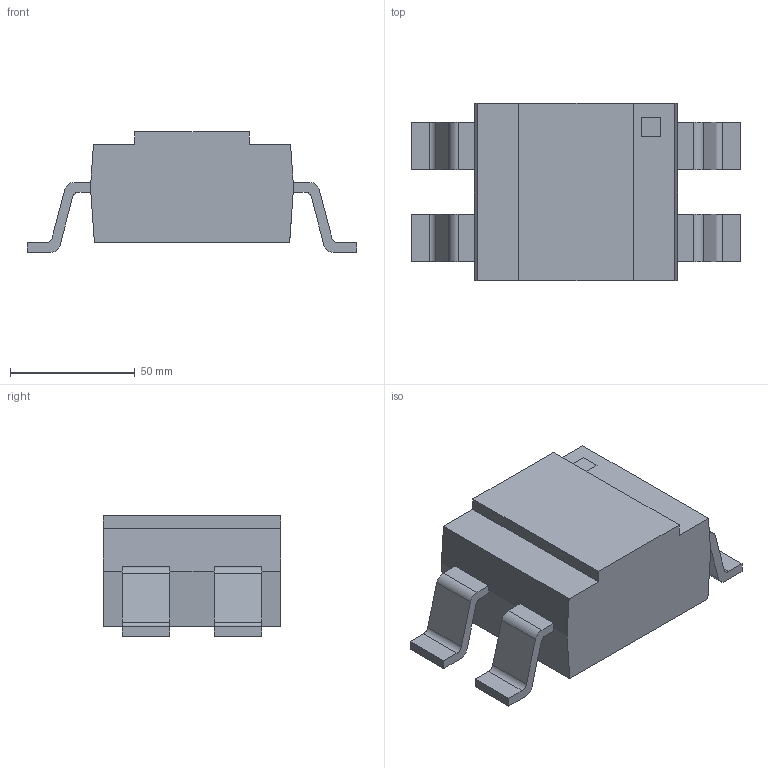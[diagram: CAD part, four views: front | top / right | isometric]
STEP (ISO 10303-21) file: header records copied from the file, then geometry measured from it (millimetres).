
FILE_DESCRIPTION (( 'STEP AP214' ), '1' );
FILE_NAME ('AAA3528-09.STEP', '2024-08-15T19:37:43', ( '' ), ( '' ), 'SwSTEP 2.0', 'SolidWorks 2014', '' );
FILE_SCHEMA (( 'AUTOMOTIVE_DESIGN' ));
Length unit declared in the file: inch
Products named in the file (1): AAA3528-09
Bounding box: 132.08 x 71.12 x 48.26 mm (x, y, z)
Volume: 252406.6 mm3; surface area: 42697.2 mm2
Topology: 3 solids, 3 shells, 84 faces, 228 edges, 152 vertices
Faces by surface type: plane 64, cylinder 16, cone 4
Entity records: 2694 total; most frequent: CARTESIAN_POINT 465, ORIENTED_EDGE 456, DIRECTION 438, EDGE_CURVE 228, LINE 188, VECTOR 188, VERTEX_POINT 152, AXIS2_PLACEMENT_3D 125
